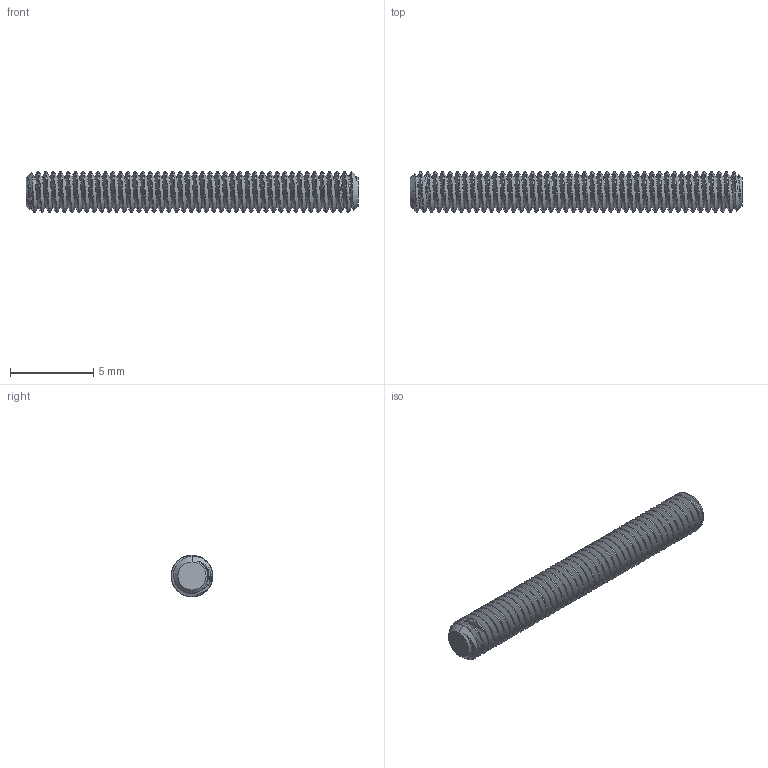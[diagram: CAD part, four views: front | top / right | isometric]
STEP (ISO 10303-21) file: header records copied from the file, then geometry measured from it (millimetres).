
FILE_DESCRIPTION (( 'STEP AP203' ), '1' );
FILE_NAME ('93805A627_18-8 Stainless Steel Threaded Rod.STEP', '2022-11-23T15:52:34', ( 'Administrator' ), ( 'Managed by Terraform' ), 'SwSTEP 2.0', 'SolidWorks 2017', '' );
FILE_SCHEMA (( 'CONFIG_CONTROL_DESIGN' ));
Length unit declared in the file: millimetre
Products named in the file (1): 93805A627_18-8 Stainless Steel Threaded Rod
Bounding box: 20 x 2.5 x 2.5 mm (x, y, z)
Volume: 77.1 mm3; surface area: 245.4 mm2
Topology: 1 solids, 1 shells, 96 faces, 282 edges, 188 vertices
Faces by surface type: cylinder 86, cone 5, bspline 3, plane 2
Entity records: 8476 total; most frequent: CARTESIAN_POINT 6392, ORIENTED_EDGE 564, DIRECTION 290, EDGE_CURVE 282, VERTEX_POINT 188, AXIS2_PLACEMENT_3D 100, EDGE_LOOP 96, FACE_OUTER_BOUND 96
